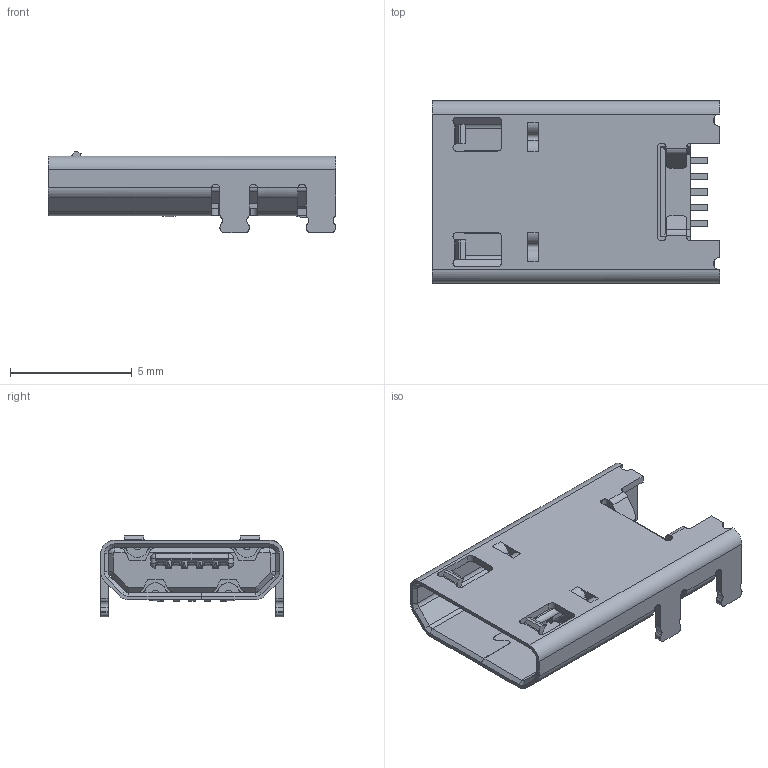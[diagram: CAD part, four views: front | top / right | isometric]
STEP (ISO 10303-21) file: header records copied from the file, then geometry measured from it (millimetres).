
FILE_DESCRIPTION(('FreeCAD Model'),'2;1');
FILE_NAME( 'CUI_DEVICES_UJ2_MIBH_4_SMT002_cp.step', '2019-12-15T17:07:43',('kicad StepUp'),('ksu MCAD'), 'Open CASCADE STEP processor 7.3','FreeCAD','Unknown');
FILE_SCHEMA(('AUTOMOTIVE_DESIGN { 1 0 10303 214 1 1 1 1 }'));
Length unit declared in the file: millimetre
Products named in the file (1): CUI_DEVICES_UJ2_MIBH_4_SMT002_cp
Bounding box: 11.8 x 7.5 x 3.36 mm (x, y, z)
Volume: 129.9 mm3; surface area: 624.1 mm2
Topology: 2 solids, 2 shells, 714 faces, 2049 edges, 1356 vertices
Faces by surface type: plane 476, cylinder 204, cone 14, bspline 12, sphere 8
Entity records: 29098 total; most frequent: CARTESIAN_POINT 6021, ORIENTED_EDGE 4090, DIRECTION 3232, EDGE_CURVE 2045, LINE 1500, VECTOR 1500, VERTEX_POINT 1356, AXIS2_PLACEMENT_3D 866
